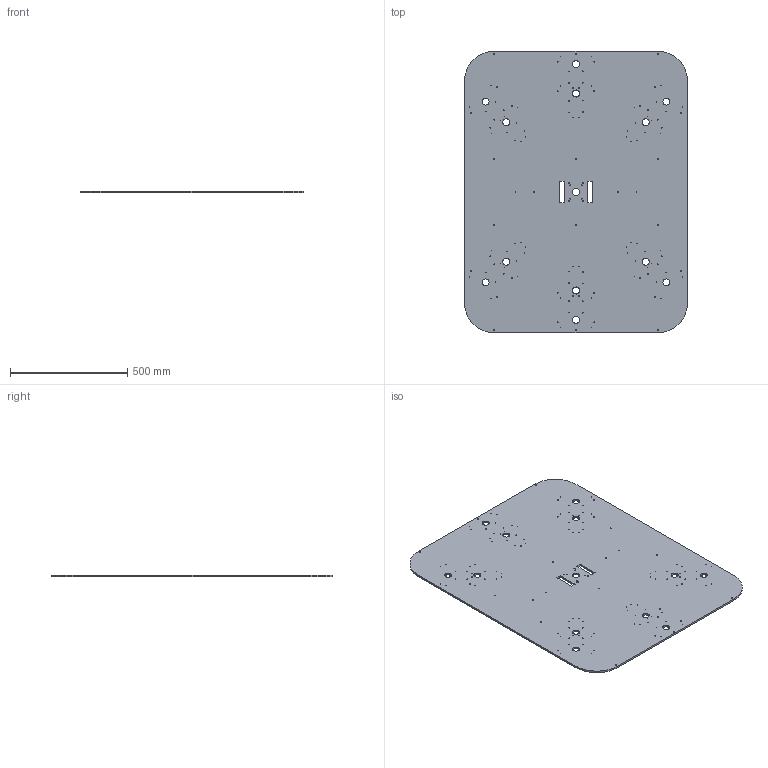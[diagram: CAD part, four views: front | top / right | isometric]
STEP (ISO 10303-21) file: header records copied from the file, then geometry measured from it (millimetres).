
FILE_DESCRIPTION(/* description */ (''),/* implementation_level */ '2;1');
FILE_NAME(/* name */ 'grundplatte v11.step',/* time_stamp */ '2022-02-01T21:09:35+01:00',/* author */ (''),/* organization */ (''),/* preprocessor_version */ 'ST-DEVELOPER v18.1',/* originating_system */ 'Autodesk Translation Framework v10.13.0.1454',/* authorisation */ '');
FILE_SCHEMA (('AUTOMOTIVE_DESIGN { 1 0 10303 214 3 1 1 }'));
Length unit declared in the file: millimetre
Products named in the file (1): grundplatte
Bounding box: 950 x 1200 x 8 mm (x, y, z)
Volume: 8902712.5 mm3; surface area: 2281826.7 mm2
Topology: 1 solids, 1 shells, 175 faces, 519 edges, 346 vertices
Faces by surface type: cylinder 161, plane 14
Full cylindrical faces by diameter (mm): 2.5 x124, 3.4 x4, 5 x16, 30 x13
Entity records: 6713 total; most frequent: DIRECTION 1193, CARTESIAN_POINT 1041, ORIENTED_EDGE 1038, EDGE_CURVE 519, AXIS2_PLACEMENT_3D 498, EDGE_LOOP 493, VERTEX_POINT 346, CIRCLE 322
